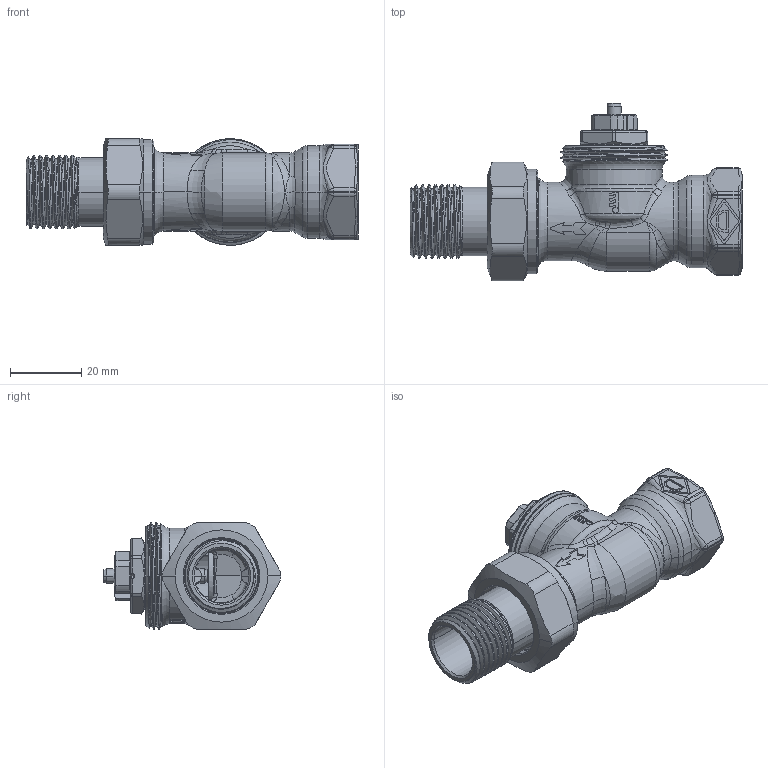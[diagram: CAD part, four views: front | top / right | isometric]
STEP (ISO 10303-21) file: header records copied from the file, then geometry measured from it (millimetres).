
FILE_DESCRIPTION((''),'2;1');
FILE_NAME('3712-02-000-GEW-O-BAU_SW0001','2015-08-04T',('marann'),(''),'PRO/ENGINEER BY PARAMETRIC TECHNOLOGY CORPORATION, 2011490','PRO/ENGINEER BY PARAMETRIC TECHNOLOGY CORPORATION, 2011490','');
FILE_SCHEMA(('CONFIG_CONTROL_DESIGN'));
Products named in the file (1): 3712-02-000-GEW-O-BAU_SW0001
Bounding box: 93.48 x 50 x 30 mm (x, y, z)
Volume: 27906.5 mm3; surface area: 23564 mm2
Topology: 2 solids, 2 shells, 1338 faces, 3475 edges, 2193 vertices
Faces by surface type: plane 610, cylinder 301, bspline 177, cone 129, torus 89, sphere 32
Entity records: 60112 total; most frequent: CARTESIAN_POINT 30195, ORIENTED_EDGE 6944, DIRECTION 5218, EDGE_CURVE 3472, VERTEX_POINT 2193, AXIS2_PLACEMENT_3D 1989, B_SPLINE_CURVE_WITH_KNOTS 1404, EDGE_LOOP 1401
